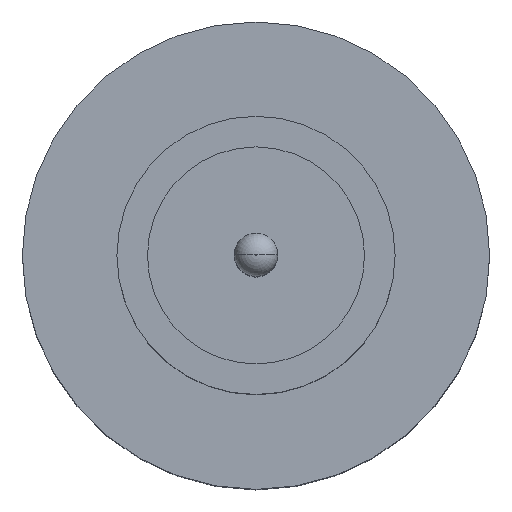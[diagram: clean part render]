
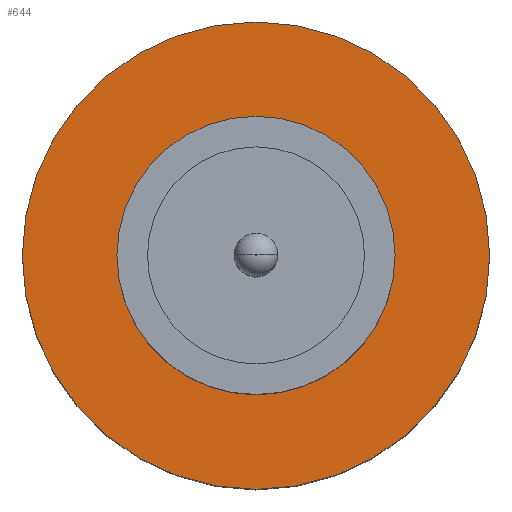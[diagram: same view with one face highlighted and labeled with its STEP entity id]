
A CAD part, top view. The second image highlights one B-rep face of the part: STEP entity #644.
In plain terms, the highlighted planar face has unit normal (0, 0, 1).
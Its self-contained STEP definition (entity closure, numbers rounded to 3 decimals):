
#10 = DIRECTION ( 'NONE',  ( 1., 0., 0. ) ) ;
#25 = FACE_BOUND ( 'NONE', #894, .T. ) ;
#41 = DIRECTION ( 'NONE',  ( 1., 0., 0. ) ) ;
#124 = CARTESIAN_POINT ( 'NONE',  ( -2.1, 0., 1.55 ) ) ;
#125 = ORIENTED_EDGE ( 'NONE', *, *, #918, .F. ) ;
#153 = DIRECTION ( 'NONE',  ( 0., 0., 1. ) ) ;
#201 = VERTEX_POINT ( 'NONE', #632 ) ;
#247 = DIRECTION ( 'NONE',  ( 1., 0., 0. ) ) ;
#248 = EDGE_CURVE ( 'NONE', #373, #336, #273, .T. ) ;
#255 = CARTESIAN_POINT ( 'NONE',  ( 0., 0., 1.55 ) ) ;
#273 = CIRCLE ( 'NONE', #527, 1.25 ) ;
#280 = CIRCLE ( 'NONE', #942, 2.1 ) ;
#323 = CARTESIAN_POINT ( 'NONE',  ( 0., 0., 1.55 ) ) ;
#332 = EDGE_LOOP ( 'NONE', ( #540, #915 ) ) ;
#336 = VERTEX_POINT ( 'NONE', #463 ) ;
#343 = DIRECTION ( 'NONE',  ( 0., 0., 1. ) ) ;
#363 = FACE_OUTER_BOUND ( 'NONE', #332, .T. ) ;
#373 = VERTEX_POINT ( 'NONE', #532 ) ;
#393 = DIRECTION ( 'NONE',  ( 0., 0., 1. ) ) ;
#422 = CARTESIAN_POINT ( 'NONE',  ( 0., 0., 1.55 ) ) ;
#428 = AXIS2_PLACEMENT_3D ( 'NONE', #323, #393, #247 ) ;
#442 = ORIENTED_EDGE ( 'NONE', *, *, #248, .F. ) ;
#463 = CARTESIAN_POINT ( 'NONE',  ( 1.25, 0., 1.55 ) ) ;
#465 = DIRECTION ( 'NONE',  ( 0., 0., 1. ) ) ;
#467 = EDGE_CURVE ( 'NONE', #201, #768, #861, .T. ) ;
#510 = AXIS2_PLACEMENT_3D ( 'NONE', #572, #343, #41 ) ;
#527 = AXIS2_PLACEMENT_3D ( 'NONE', #422, #965, #735 ) ;
#532 = CARTESIAN_POINT ( 'NONE',  ( -1.25, 0., 1.55 ) ) ;
#540 = ORIENTED_EDGE ( 'NONE', *, *, #953, .T. ) ;
#572 = CARTESIAN_POINT ( 'NONE',  ( 0., 0., 1.55 ) ) ;
#575 = PLANE ( 'NONE',  #510 ) ;
#632 = CARTESIAN_POINT ( 'NONE',  ( 2.1, 0., 1.55 ) ) ;
#644 = ADVANCED_FACE ( 'NONE', ( #25, #363 ), #575, .T. ) ;
#704 = CIRCLE ( 'NONE', #428, 1.25 ) ;
#735 = DIRECTION ( 'NONE',  ( 1., 0., 0. ) ) ;
#766 = AXIS2_PLACEMENT_3D ( 'NONE', #255, #465, #873 ) ;
#768 = VERTEX_POINT ( 'NONE', #124 ) ;
#861 = CIRCLE ( 'NONE', #766, 2.1 ) ;
#873 = DIRECTION ( 'NONE',  ( 1., 0., 0. ) ) ;
#894 = EDGE_LOOP ( 'NONE', ( #125, #442 ) ) ;
#915 = ORIENTED_EDGE ( 'NONE', *, *, #467, .T. ) ;
#918 = EDGE_CURVE ( 'NONE', #336, #373, #704, .T. ) ;
#933 = CARTESIAN_POINT ( 'NONE',  ( 0., 0., 1.55 ) ) ;
#942 = AXIS2_PLACEMENT_3D ( 'NONE', #933, #153, #10 ) ;
#953 = EDGE_CURVE ( 'NONE', #768, #201, #280, .T. ) ;
#965 = DIRECTION ( 'NONE',  ( 0., 0., 1. ) ) ;
